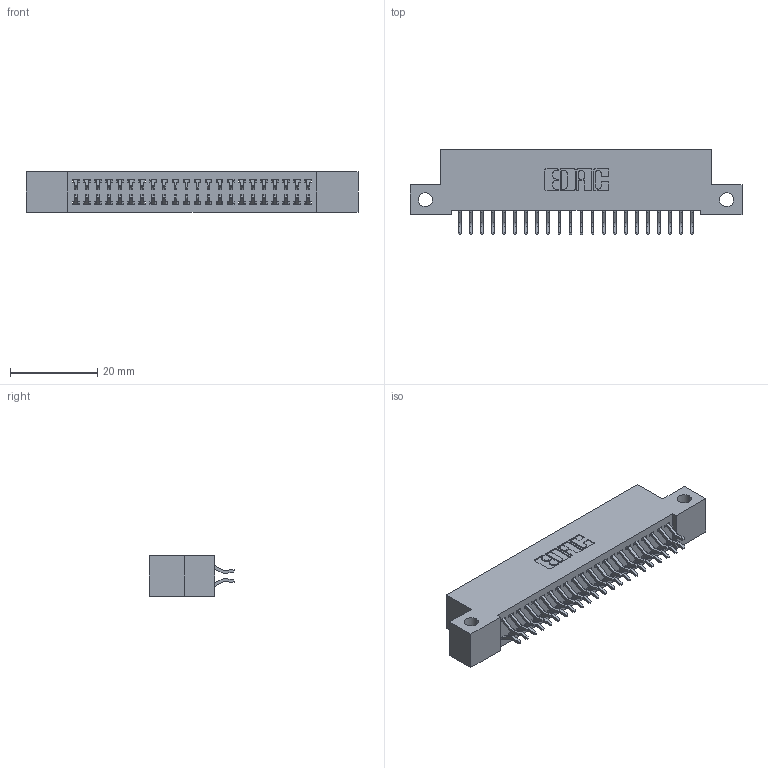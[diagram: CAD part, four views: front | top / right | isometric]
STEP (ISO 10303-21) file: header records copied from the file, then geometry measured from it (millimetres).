
FILE_DESCRIPTION (( 'STEP AP203' ), '1' );
FILE_NAME ('392-044-556-212.STEP', '2018-08-16T15:33:12', ( '' ), ( '' ), 'SwSTEP 2.0', 'SolidWorks 2016', '' );
FILE_SCHEMA (( 'CONFIG_CONTROL_DESIGN' ));
Length unit declared in the file: inch
Products named in the file (3): 342 Part_Side Mount; 345-292-001_556 Tail; 392-044-556-212
Assembly tree (45 placements, depth 2):
  392-044-556-212
    342 Part_Side Mount
    345-292-001_556 Tail  x44
Bounding box: 76.2 x 19.58 x 9.4 mm (x, y, z)
Volume: 6676.9 mm3; surface area: 10173 mm2
Topology: 45 solids, 45 shells, 2662 faces, 7911 edges, 5214 vertices
Faces by surface type: plane 1826, cylinder 836
Entity records: 16831 total; most frequent: CARTESIAN_POINT 2826, ORIENTED_EDGE 2750, DIRECTION 2439, EDGE_CURVE 1375, VECTOR 1239, LINE 1239, VERTEX_POINT 914, AXIS2_PLACEMENT_3D 600
